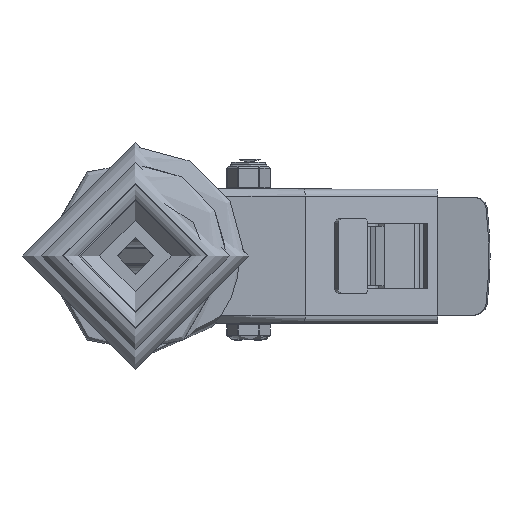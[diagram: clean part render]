
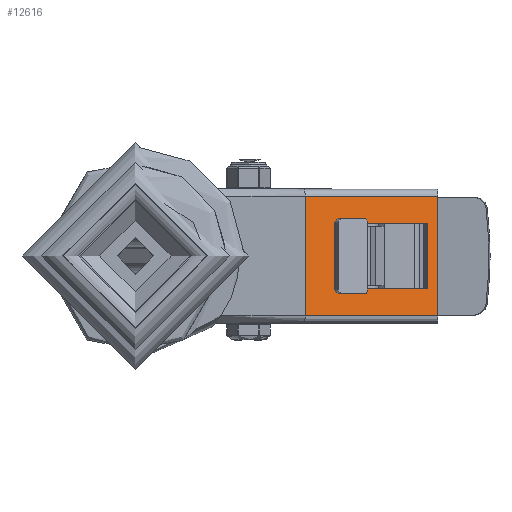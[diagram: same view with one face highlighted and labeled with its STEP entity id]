
A CAD part, top view. The second image highlights one B-rep face of the part: STEP entity #12616.
In plain terms, the highlighted planar face has unit normal (0.459, 0, 0.888).
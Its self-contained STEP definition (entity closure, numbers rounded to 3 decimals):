
#535=FACE_BOUND('',#4272,.T.);
#701=PLANE('',#13758);
#1470=LINE('',#19861,#2525);
#1476=LINE('',#19876,#2531);
#1485=LINE('',#19908,#2540);
#1488=LINE('',#19914,#2543);
#1491=LINE('',#19920,#2546);
#1494=LINE('',#19924,#2549);
#1508=LINE('',#19980,#2563);
#1524=LINE('',#20075,#2579);
#2525=VECTOR('',#15830,1000.);
#2531=VECTOR('',#15846,1000.);
#2540=VECTOR('',#15873,1000.);
#2543=VECTOR('',#15878,1000.);
#2546=VECTOR('',#15883,1000.);
#2549=VECTOR('',#15888,1000.);
#2563=VECTOR('',#15924,1000.);
#2579=VECTOR('',#15950,1000.);
#3519=FACE_OUTER_BOUND('',#4271,.T.);
#4271=EDGE_LOOP('',(#9773,#9774,#9775,#9776));
#4272=EDGE_LOOP('',(#9777,#9778,#9779,#9780));
#5830=VERTEX_POINT('',#19855);
#5832=VERTEX_POINT('',#19859);
#5833=VERTEX_POINT('',#19866);
#5835=VERTEX_POINT('',#19872);
#5849=VERTEX_POINT('',#19905);
#5850=VERTEX_POINT('',#19907);
#5852=VERTEX_POINT('',#19913);
#5854=VERTEX_POINT('',#19919);
#7232=EDGE_CURVE('',#5832,#5830,#1470,.T.);
#7240=EDGE_CURVE('',#5833,#5835,#1476,.T.);
#7254=EDGE_CURVE('',#5850,#5849,#1485,.T.);
#7257=EDGE_CURVE('',#5852,#5850,#1488,.T.);
#7260=EDGE_CURVE('',#5854,#5852,#1491,.T.);
#7263=EDGE_CURVE('',#5849,#5854,#1494,.T.);
#7283=EDGE_CURVE('',#5832,#5835,#1508,.F.);
#7311=EDGE_CURVE('',#5830,#5833,#1524,.T.);
#9773=ORIENTED_EDGE('',*,*,#7240,.F.);
#9774=ORIENTED_EDGE('',*,*,#7311,.F.);
#9775=ORIENTED_EDGE('',*,*,#7232,.F.);
#9776=ORIENTED_EDGE('',*,*,#7283,.T.);
#9777=ORIENTED_EDGE('',*,*,#7260,.T.);
#9778=ORIENTED_EDGE('',*,*,#7257,.T.);
#9779=ORIENTED_EDGE('',*,*,#7254,.T.);
#9780=ORIENTED_EDGE('',*,*,#7263,.T.);
#12616=ADVANCED_FACE('',(#3519,#535),#701,.T.);
#13758=AXIS2_PLACEMENT_3D('',#20074,#15948,#15949);
#15830=DIRECTION('',(-0.888,0.,0.459));
#15846=DIRECTION('',(0.888,0.,-0.459));
#15873=DIRECTION('',(0.,-1.,0.));
#15878=DIRECTION('',(0.888,0.,-0.459));
#15883=DIRECTION('',(0.,1.,0.));
#15888=DIRECTION('',(-0.888,0.,0.459));
#15924=DIRECTION('',(0.,-1.,0.));
#15948=DIRECTION('center_axis',(0.459,0.,0.888));
#15949=DIRECTION('ref_axis',(-0.888,0.,0.459));
#15950=DIRECTION('',(0.,1.,0.));
#19855=CARTESIAN_POINT('',(57.,-20.,-4.));
#19859=CARTESIAN_POINT('',(101.5,-20.,-27.));
#19861=CARTESIAN_POINT('',(60.146,-20.,-5.626));
#19866=CARTESIAN_POINT('',(57.,20.,-4.));
#19872=CARTESIAN_POINT('',(101.5,20.,-27.));
#19876=CARTESIAN_POINT('',(60.146,20.,-5.626));
#19905=CARTESIAN_POINT('',(97.947,-11.,-25.163));
#19907=CARTESIAN_POINT('',(97.947,11.,-25.163));
#19908=CARTESIAN_POINT('',(97.947,0.,-25.163));
#19913=CARTESIAN_POINT('',(76.626,11.,-14.144));
#19914=CARTESIAN_POINT('',(83.268,11.,-17.577));
#19919=CARTESIAN_POINT('',(76.626,-11.,-14.144));
#19920=CARTESIAN_POINT('',(76.626,0.,-14.144));
#19924=CARTESIAN_POINT('',(83.268,-11.,-17.577));
#19980=CARTESIAN_POINT('',(101.5,0.,-27.));
#20074=CARTESIAN_POINT('Origin',(79.25,0.,-15.5));
#20075=CARTESIAN_POINT('',(57.,0.,-4.));
